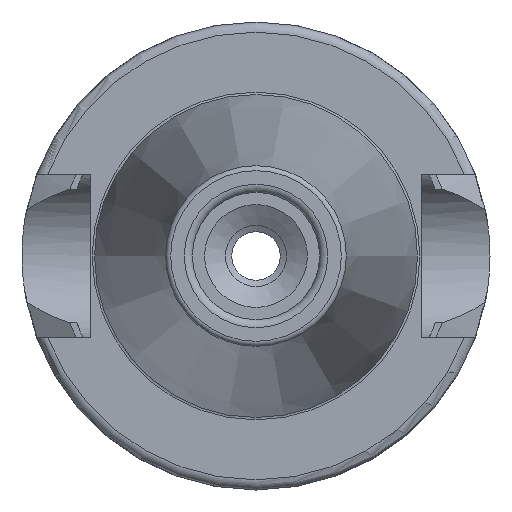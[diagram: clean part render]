
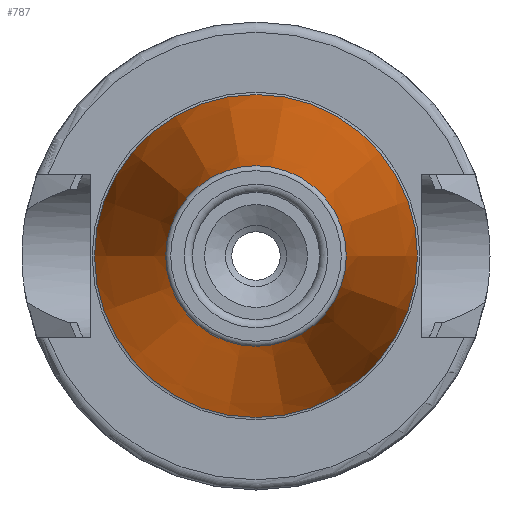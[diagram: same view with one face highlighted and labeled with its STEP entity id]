
A CAD part, left-side view. The second image highlights one B-rep face of the part: STEP entity #787.
In plain terms, the highlighted conical face has half-angle 8.297 degrees and reference radius 12.377 mm.
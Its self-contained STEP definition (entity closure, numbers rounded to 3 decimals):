
#44=CONICAL_SURFACE('',#894,12.377,0.145);
#81=LINE('',#1488,#120);
#120=VECTOR('',#1103,12.377);
#188=FACE_OUTER_BOUND('',#237,.T.);
#237=EDGE_LOOP('',(#668,#669,#670,#671,#672));
#291=CIRCLE('',#890,8.879);
#292=CIRCLE('',#891,8.879);
#295=CIRCLE('',#895,15.875);
#378=VERTEX_POINT('',#1478);
#379=VERTEX_POINT('',#1479);
#381=VERTEX_POINT('',#1486);
#481=EDGE_CURVE('',#378,#379,#291,.T.);
#482=EDGE_CURVE('',#379,#378,#292,.T.);
#485=EDGE_CURVE('',#381,#381,#295,.T.);
#486=EDGE_CURVE('',#381,#378,#81,.T.);
#668=ORIENTED_EDGE('',*,*,#485,.F.);
#669=ORIENTED_EDGE('',*,*,#486,.T.);
#670=ORIENTED_EDGE('',*,*,#481,.T.);
#671=ORIENTED_EDGE('',*,*,#482,.T.);
#672=ORIENTED_EDGE('',*,*,#486,.F.);
#787=ADVANCED_FACE('',(#188),#44,.T.);
#890=AXIS2_PLACEMENT_3D('',#1480,#1091,#1092);
#891=AXIS2_PLACEMENT_3D('',#1481,#1093,#1094);
#894=AXIS2_PLACEMENT_3D('',#1485,#1099,#1100);
#895=AXIS2_PLACEMENT_3D('',#1487,#1101,#1102);
#1091=DIRECTION('center_axis',(1.,0.,0.));
#1092=DIRECTION('ref_axis',(0.,0.,-1.));
#1093=DIRECTION('center_axis',(1.,0.,0.));
#1094=DIRECTION('ref_axis',(0.,0.,-1.));
#1099=DIRECTION('center_axis',(1.,0.,0.));
#1100=DIRECTION('ref_axis',(0.,1.,0.));
#1101=DIRECTION('center_axis',(1.,0.,0.));
#1102=DIRECTION('ref_axis',(0.,0.,-1.));
#1103=DIRECTION('',(-0.99,0.144,0.));
#1478=CARTESIAN_POINT('',(-47.972,-8.879,0.));
#1479=CARTESIAN_POINT('',(-47.972,0.,8.879));
#1480=CARTESIAN_POINT('Origin',(-47.972,0.,
0.));
#1481=CARTESIAN_POINT('Origin',(-47.972,0.,
0.));
#1485=CARTESIAN_POINT('Origin',(-23.986,0.,
0.));
#1486=CARTESIAN_POINT('',(0.,-15.875,0.));
#1487=CARTESIAN_POINT('Origin',(0.,0.,
0.));
#1488=CARTESIAN_POINT('',(-23.986,-12.377,0.));
